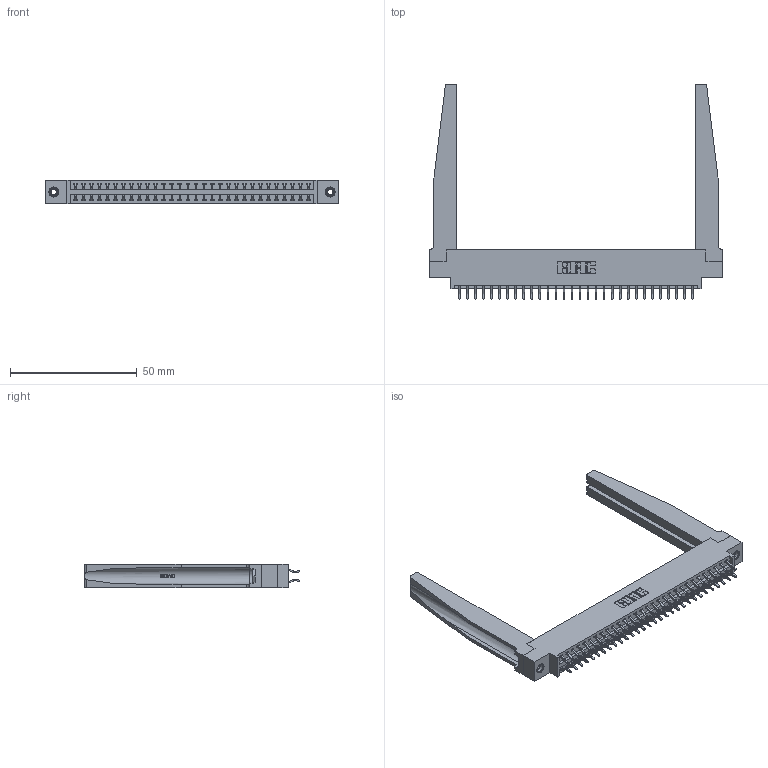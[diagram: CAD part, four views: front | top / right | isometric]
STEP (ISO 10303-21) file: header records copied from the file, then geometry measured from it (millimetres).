
FILE_DESCRIPTION (( 'STEP AP203' ), '1' );
FILE_NAME ('396-060-556-878.STEP', '2019-11-02T09:09:39', ( '' ), ( '' ), 'SwSTEP 2.0', 'SolidWorks 2016', '' );
FILE_SCHEMA (( 'CONFIG_CONTROL_DESIGN' ));
Length unit declared in the file: inch
Products named in the file (5): 345-250-001_345-250-001-102; 396-060-556-878; 346 Part_0.170 Offset - 0.156 Dia-TH; 345-292-001_556 Tail; 346-220-078_345-220-078
Assembly tree (65 placements, depth 2):
  396-060-556-878
    346 Part_0.170 Offset - 0.156 Dia-TH
    345-292-001_556 Tail  x60
    346-220-078_345-220-078  x2
    345-250-001_345-250-001-102  x2
Bounding box: 115.82 x 84.84 x 9.4 mm (x, y, z)
Volume: 17952.9 mm3; surface area: 21653.6 mm2
Topology: 65 solids, 65 shells, 3840 faces, 11329 edges, 7462 vertices
Faces by surface type: plane 2562, cylinder 1226, bspline 36, cone 12, torus 4
Entity records: 26294 total; most frequent: CARTESIAN_POINT 5303, ORIENTED_EDGE 4114, DIRECTION 3699, EDGE_CURVE 2057, LINE 1703, VECTOR 1703, VERTEX_POINT 1364, AXIS2_PLACEMENT_3D 998
